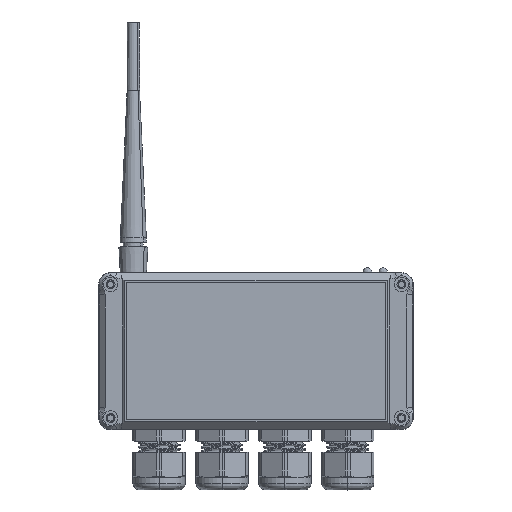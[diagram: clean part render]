
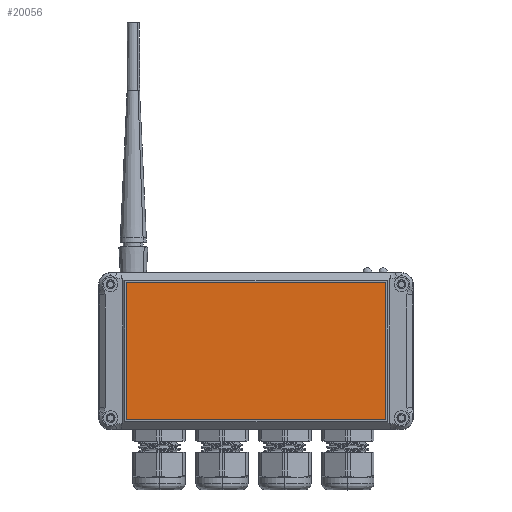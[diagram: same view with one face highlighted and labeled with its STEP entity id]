
A CAD part, top view. The second image highlights one B-rep face of the part: STEP entity #20056.
In plain terms, the highlighted face is planar.
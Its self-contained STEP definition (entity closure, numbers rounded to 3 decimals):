
#336 = VECTOR ( 'NONE', #15806, 1000. ) ;
#1411 = LINE ( 'NONE', #7833, #21693 ) ;
#1919 = VERTEX_POINT ( 'NONE', #27052 ) ;
#5263 = CARTESIAN_POINT ( 'NONE',  ( 0., 0., -7.5 ) ) ;
#6330 = VECTOR ( 'NONE', #45971, 1000. ) ;
#6576 = VERTEX_POINT ( 'NONE', #16274 ) ;
#7600 = LINE ( 'NONE', #41903, #36947 ) ;
#7833 = CARTESIAN_POINT ( 'NONE',  ( 35., -66., -7.5 ) ) ;
#8052 = VERTEX_POINT ( 'NONE', #27028 ) ;
#9128 = DIRECTION ( 'NONE',  ( 1., 0., 0. ) ) ;
#10113 = FACE_OUTER_BOUND ( 'NONE', #33129, .T. ) ;
#12826 = ORIENTED_EDGE ( 'NONE', *, *, #19840, .T. ) ;
#15540 = ORIENTED_EDGE ( 'NONE', *, *, #42296, .T. ) ;
#15806 = DIRECTION ( 'NONE',  ( -1., 0., 0. ) ) ;
#16274 = CARTESIAN_POINT ( 'NONE',  ( 35., 66., -7.5 ) ) ;
#19061 = DIRECTION ( 'NONE',  ( 1., 0., 0. ) ) ;
#19840 = EDGE_CURVE ( 'NONE', #8052, #1919, #36896, .T. ) ;
#20056 = ADVANCED_FACE ( 'N', ( #10113 ), #20357, .F. ) ;
#20357 = PLANE ( 'NONE',  #36927 ) ;
#21693 = VECTOR ( 'NONE', #34618, 1000. ) ;
#23217 = CARTESIAN_POINT ( 'NONE',  ( -35., 66., -7.5 ) ) ;
#25681 = CARTESIAN_POINT ( 'NONE',  ( 35., -66., -7.5 ) ) ;
#25746 = EDGE_CURVE ( 'NONE', #6576, #37134, #1411, .T. ) ;
#27028 = CARTESIAN_POINT ( 'NONE',  ( -35., -66., -7.5 ) ) ;
#27052 = CARTESIAN_POINT ( 'NONE',  ( -35., 66., -7.5 ) ) ;
#29661 = EDGE_CURVE ( 'NONE', #37134, #8052, #39744, .T. ) ;
#32049 = DIRECTION ( 'NONE',  ( 0., 0., 1. ) ) ;
#33129 = EDGE_LOOP ( 'NONE', ( #43044, #43269, #12826, #15540 ) ) ;
#34618 = DIRECTION ( 'NONE',  ( 0., -1., 0. ) ) ;
#36896 = LINE ( 'NONE', #23217, #6330 ) ;
#36927 = AXIS2_PLACEMENT_3D ( 'NONE', #5263, #32049, #9128 ) ;
#36947 = VECTOR ( 'NONE', #19061, 1000. ) ;
#37134 = VERTEX_POINT ( 'NONE', #25681 ) ;
#39744 = LINE ( 'NONE', #42480, #336 ) ;
#41903 = CARTESIAN_POINT ( 'NONE',  ( 35., 66., -7.5 ) ) ;
#42296 = EDGE_CURVE ( 'NONE', #1919, #6576, #7600, .T. ) ;
#42480 = CARTESIAN_POINT ( 'NONE',  ( -35., -66., -7.5 ) ) ;
#43044 = ORIENTED_EDGE ( 'NONE', *, *, #25746, .T. ) ;
#43269 = ORIENTED_EDGE ( 'NONE', *, *, #29661, .T. ) ;
#45971 = DIRECTION ( 'NONE',  ( 0., 1., 0. ) ) ;
